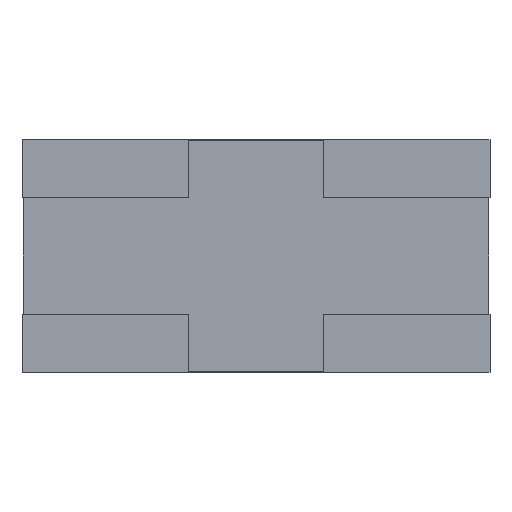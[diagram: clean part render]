
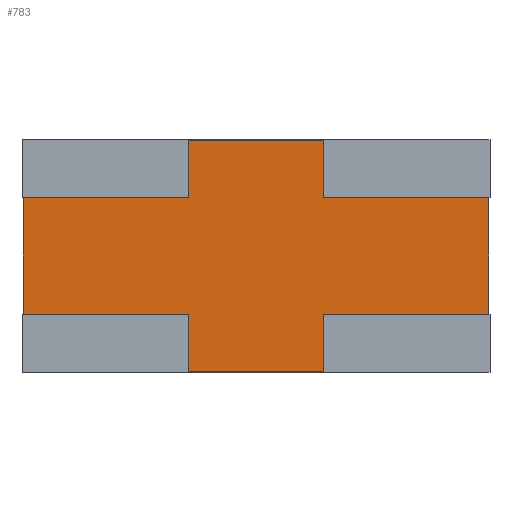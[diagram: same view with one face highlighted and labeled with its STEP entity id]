
A CAD part, front view. The second image highlights one B-rep face of the part: STEP entity #783.
In plain terms, the highlighted planar face has unit normal (0, -1, 0).
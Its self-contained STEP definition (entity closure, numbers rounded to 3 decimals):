
#21=FACE_OUTER_BOUND('',#65,.T.);
#65=EDGE_LOOP('',(#501,#502,#503,#504));
#105=LINE('',#1070,#209);
#109=LINE('',#1078,#213);
#112=LINE('',#1084,#216);
#115=LINE('',#1089,#219);
#209=VECTOR('',#876,3.172);
#213=VECTOR('',#882,6.422);
#216=VECTOR('',#887,3.172);
#219=VECTOR('',#892,6.422);
#313=VERTEX_POINT('',#1068);
#314=VERTEX_POINT('',#1069);
#317=VERTEX_POINT('',#1077);
#319=VERTEX_POINT('',#1083);
#381=EDGE_CURVE('',#313,#314,#105,.T.);
#385=EDGE_CURVE('',#314,#317,#109,.T.);
#388=EDGE_CURVE('',#317,#319,#112,.T.);
#391=EDGE_CURVE('',#319,#313,#115,.T.);
#501=ORIENTED_EDGE('',*,*,#391,.T.);
#502=ORIENTED_EDGE('',*,*,#381,.T.);
#503=ORIENTED_EDGE('',*,*,#385,.T.);
#504=ORIENTED_EDGE('',*,*,#388,.T.);
#697=PLANE('',#832);
#783=ADVANCED_FACE('',(#21),#697,.F.);
#832=AXIS2_PLACEMENT_3D('',#1091,#894,#895);
#876=DIRECTION('',(0.,0.,1.));
#882=DIRECTION('',(-1.,0.,0.));
#887=DIRECTION('',(0.,0.,-1.));
#892=DIRECTION('',(1.,0.,0.));
#894=DIRECTION('center_axis',(0.,1.,0.));
#895=DIRECTION('ref_axis',(0.,0.,1.));
#1068=CARTESIAN_POINT('',(6.422,0.,0.));
#1069=CARTESIAN_POINT('',(6.422,0.,3.172));
#1070=CARTESIAN_POINT('',(6.422,0.,0.));
#1077=CARTESIAN_POINT('',(0.,0.,3.172));
#1078=CARTESIAN_POINT('',(6.422,0.,3.172));
#1083=CARTESIAN_POINT('',(0.,0.,0.));
#1084=CARTESIAN_POINT('',(0.,0.,3.172));
#1089=CARTESIAN_POINT('',(0.,0.,0.));
#1091=CARTESIAN_POINT('Origin',(3.211,0.,1.586));
